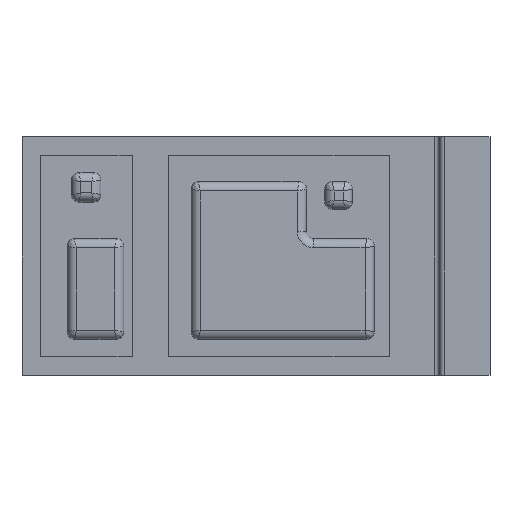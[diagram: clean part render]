
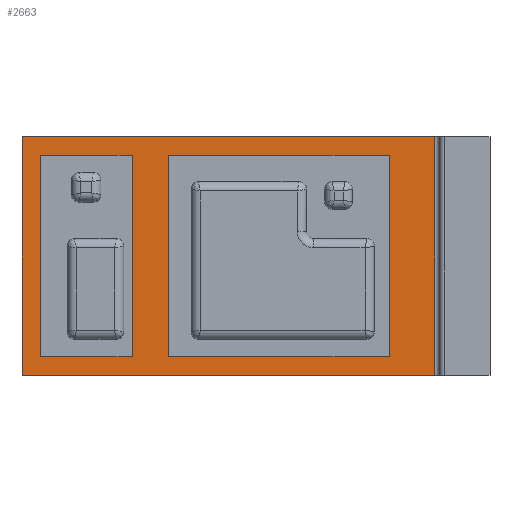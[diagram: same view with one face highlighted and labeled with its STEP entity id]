
A CAD part, top view. The second image highlights one B-rep face of the part: STEP entity #2663.
In plain terms, the highlighted planar face has unit normal (0, 0, 1).
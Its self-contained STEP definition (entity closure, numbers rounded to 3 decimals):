
#40 = EDGE_CURVE ( 'NONE', #1514, #2414, #747, .T. ) ;
#52 = CARTESIAN_POINT ( 'NONE',  ( -3.35, 2.4, -0.226 ) ) ;
#77 = ORIENTED_EDGE ( 'NONE', *, *, #535, .F. ) ;
#78 = DIRECTION ( 'NONE',  ( -1., 0., 0. ) ) ;
#103 = CARTESIAN_POINT ( 'NONE',  ( -4.35, 0.2, -0.226 ) ) ;
#113 = DIRECTION ( 'NONE',  ( 1., 0., 0. ) ) ;
#126 = ORIENTED_EDGE ( 'NONE', *, *, #874, .F. ) ;
#136 = EDGE_CURVE ( 'NONE', #249, #2794, #831, .T. ) ;
#162 = CARTESIAN_POINT ( 'NONE',  ( -4.55, 0., -0.226 ) ) ;
#171 = DIRECTION ( 'NONE',  ( -1., 0., 0. ) ) ;
#198 = ORIENTED_EDGE ( 'NONE', *, *, #40, .F. ) ;
#234 = CARTESIAN_POINT ( 'NONE',  ( -4.55, 0., -0.226 ) ) ;
#249 = VERTEX_POINT ( 'NONE', #1203 ) ;
#260 = EDGE_CURVE ( 'NONE', #2414, #910, #1031, .T. ) ;
#318 = LINE ( 'NONE', #3051, #2335 ) ;
#321 = DIRECTION ( 'NONE',  ( 0., 1., 0. ) ) ;
#361 = EDGE_LOOP ( 'NONE', ( #3054, #2409, #1204, #77 ) ) ;
#374 = DIRECTION ( 'NONE',  ( -1., 0., 0. ) ) ;
#416 = LINE ( 'NONE', #3015, #783 ) ;
#439 = LINE ( 'NONE', #919, #2934 ) ;
#451 = VERTEX_POINT ( 'NONE', #1000 ) ;
#492 = VECTOR ( 'NONE', #1849, 1000. ) ;
#494 = EDGE_CURVE ( 'NONE', #1008, #3218, #416, .T. ) ;
#535 = EDGE_CURVE ( 'NONE', #2794, #1300, #576, .T. ) ;
#560 = EDGE_CURVE ( 'NONE', #2541, #655, #3029, .T. ) ;
#576 = LINE ( 'NONE', #1506, #1308 ) ;
#613 = EDGE_CURVE ( 'NONE', #1008, #2541, #3056, .T. ) ;
#655 = VERTEX_POINT ( 'NONE', #1544 ) ;
#740 = VECTOR ( 'NONE', #321, 1000. ) ;
#747 = LINE ( 'NONE', #3128, #3187 ) ;
#783 = VECTOR ( 'NONE', #1771, 1000. ) ;
#800 = EDGE_CURVE ( 'NONE', #910, #1953, #1191, .T. ) ;
#831 = LINE ( 'NONE', #1156, #2861 ) ;
#858 = ORIENTED_EDGE ( 'NONE', *, *, #1509, .T. ) ;
#874 = EDGE_CURVE ( 'NONE', #1953, #1514, #2612, .T. ) ;
#910 = VERTEX_POINT ( 'NONE', #1970 ) ;
#919 = CARTESIAN_POINT ( 'NONE',  ( -2.95, 0.2, -0.226 ) ) ;
#977 = DIRECTION ( 'NONE',  ( 0., -1., 0. ) ) ;
#1000 = CARTESIAN_POINT ( 'NONE',  ( -0.55, 0.2, -0.226 ) ) ;
#1008 = VERTEX_POINT ( 'NONE', #2462 ) ;
#1031 = LINE ( 'NONE', #103, #2110 ) ;
#1156 = CARTESIAN_POINT ( 'NONE',  ( -2.95, 2.4, -0.226 ) ) ;
#1191 = LINE ( 'NONE', #52, #740 ) ;
#1203 = CARTESIAN_POINT ( 'NONE',  ( -0.55, 2.4, -0.226 ) ) ;
#1204 = ORIENTED_EDGE ( 'NONE', *, *, #1466, .F. ) ;
#1227 = VECTOR ( 'NONE', #374, 1000. ) ;
#1300 = VERTEX_POINT ( 'NONE', #2466 ) ;
#1308 = VECTOR ( 'NONE', #977, 1000. ) ;
#1342 = EDGE_LOOP ( 'NONE', ( #2942, #858, #1498, #3248 ) ) ;
#1376 = EDGE_CURVE ( 'NONE', #451, #249, #318, .T. ) ;
#1412 = CARTESIAN_POINT ( 'NONE',  ( -0.05, 2.6, -0.226 ) ) ;
#1466 = EDGE_CURVE ( 'NONE', #1300, #451, #439, .T. ) ;
#1491 = FACE_OUTER_BOUND ( 'NONE', #1342, .T. ) ;
#1498 = ORIENTED_EDGE ( 'NONE', *, *, #494, .F. ) ;
#1506 = CARTESIAN_POINT ( 'NONE',  ( -2.95, 2.4, -0.226 ) ) ;
#1509 = EDGE_CURVE ( 'NONE', #655, #3218, #1947, .T. ) ;
#1514 = VERTEX_POINT ( 'NONE', #2831 ) ;
#1544 = CARTESIAN_POINT ( 'NONE',  ( -0.05, 0., -0.226 ) ) ;
#1598 = DIRECTION ( 'NONE',  ( 0., -1., 0. ) ) ;
#1660 = ORIENTED_EDGE ( 'NONE', *, *, #800, .F. ) ;
#1764 = CARTESIAN_POINT ( 'NONE',  ( -3.35, 2.4, -0.226 ) ) ;
#1771 = DIRECTION ( 'NONE',  ( 1., 0., 0. ) ) ;
#1818 = CARTESIAN_POINT ( 'NONE',  ( -4.55, 2.6, -0.226 ) ) ;
#1827 = DIRECTION ( 'NONE',  ( 0., 1., 0. ) ) ;
#1839 = EDGE_LOOP ( 'NONE', ( #126, #1660, #2722, #198 ) ) ;
#1849 = DIRECTION ( 'NONE',  ( 0., -1., 0. ) ) ;
#1896 = FACE_BOUND ( 'NONE', #361, .T. ) ;
#1947 = LINE ( 'NONE', #2590, #2684 ) ;
#1953 = VERTEX_POINT ( 'NONE', #1764 ) ;
#1970 = CARTESIAN_POINT ( 'NONE',  ( -3.35, 0.2, -0.226 ) ) ;
#1994 = DIRECTION ( 'NONE',  ( 1., 0., 0. ) ) ;
#2027 = PLANE ( 'NONE',  #2637 ) ;
#2110 = VECTOR ( 'NONE', #1994, 1000. ) ;
#2265 = CARTESIAN_POINT ( 'NONE',  ( -4.55, 2.6, -0.226 ) ) ;
#2335 = VECTOR ( 'NONE', #3299, 1000. ) ;
#2409 = ORIENTED_EDGE ( 'NONE', *, *, #1376, .F. ) ;
#2414 = VERTEX_POINT ( 'NONE', #2940 ) ;
#2462 = CARTESIAN_POINT ( 'NONE',  ( -4.55, 2.6, -0.226 ) ) ;
#2466 = CARTESIAN_POINT ( 'NONE',  ( -2.95, 0.2, -0.226 ) ) ;
#2541 = VERTEX_POINT ( 'NONE', #162 ) ;
#2578 = VECTOR ( 'NONE', #3259, 1000. ) ;
#2590 = CARTESIAN_POINT ( 'NONE',  ( -0.05, 2.6, -0.226 ) ) ;
#2612 = LINE ( 'NONE', #2912, #1227 ) ;
#2637 = AXIS2_PLACEMENT_3D ( 'NONE', #2265, #2770, #171 ) ;
#2663 = ADVANCED_FACE ( 'NONE', ( #3065, #1491, #1896 ), #2027, .F. ) ;
#2684 = VECTOR ( 'NONE', #1827, 1000. ) ;
#2722 = ORIENTED_EDGE ( 'NONE', *, *, #260, .F. ) ;
#2770 = DIRECTION ( 'NONE',  ( 0., 0., -1. ) ) ;
#2794 = VERTEX_POINT ( 'NONE', #2880 ) ;
#2831 = CARTESIAN_POINT ( 'NONE',  ( -4.35, 2.4, -0.226 ) ) ;
#2861 = VECTOR ( 'NONE', #78, 1000. ) ;
#2880 = CARTESIAN_POINT ( 'NONE',  ( -2.95, 2.4, -0.226 ) ) ;
#2912 = CARTESIAN_POINT ( 'NONE',  ( -4.35, 2.4, -0.226 ) ) ;
#2934 = VECTOR ( 'NONE', #113, 1000. ) ;
#2940 = CARTESIAN_POINT ( 'NONE',  ( -4.35, 0.2, -0.226 ) ) ;
#2942 = ORIENTED_EDGE ( 'NONE', *, *, #560, .T. ) ;
#3015 = CARTESIAN_POINT ( 'NONE',  ( -4.55, 2.6, -0.226 ) ) ;
#3029 = LINE ( 'NONE', #234, #2578 ) ;
#3051 = CARTESIAN_POINT ( 'NONE',  ( -0.55, 2.4, -0.226 ) ) ;
#3054 = ORIENTED_EDGE ( 'NONE', *, *, #136, .F. ) ;
#3056 = LINE ( 'NONE', #1818, #492 ) ;
#3065 = FACE_BOUND ( 'NONE', #1839, .T. ) ;
#3128 = CARTESIAN_POINT ( 'NONE',  ( -4.35, 2.4, -0.226 ) ) ;
#3187 = VECTOR ( 'NONE', #1598, 1000. ) ;
#3218 = VERTEX_POINT ( 'NONE', #1412 ) ;
#3248 = ORIENTED_EDGE ( 'NONE', *, *, #613, .T. ) ;
#3259 = DIRECTION ( 'NONE',  ( 1., 0., 0. ) ) ;
#3299 = DIRECTION ( 'NONE',  ( 0., 1., 0. ) ) ;
